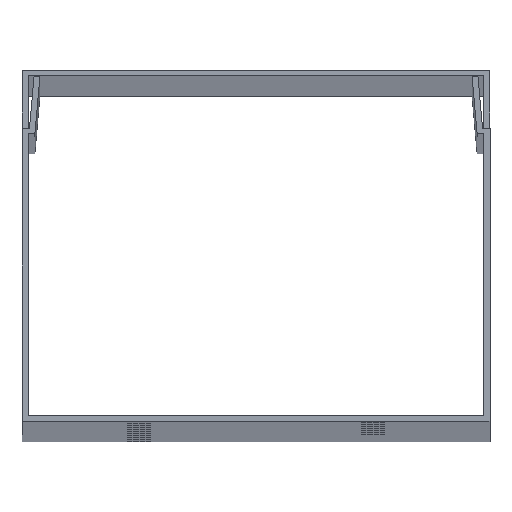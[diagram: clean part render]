
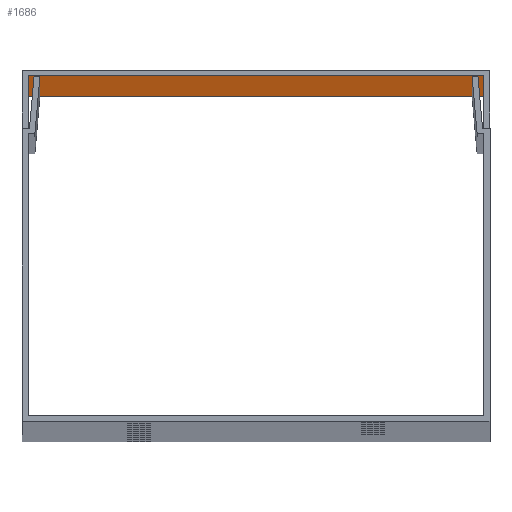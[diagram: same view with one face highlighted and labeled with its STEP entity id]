
A CAD part, top view. The second image highlights one B-rep face of the part: STEP entity #1686.
In plain terms, the highlighted planar face has unit normal (0, -1, 0).
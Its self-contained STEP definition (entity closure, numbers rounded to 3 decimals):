
#6 = EDGE_LOOP ( 'NONE', ( #1173, #2345, #244, #255 ) ) ;
#83 = DIRECTION ( 'NONE',  ( 0., 0., -1. ) ) ;
#114 = CARTESIAN_POINT ( 'NONE',  ( 0., 59.07, -1000. ) ) ;
#140 = VECTOR ( 'NONE', #2027, 1000. ) ;
#147 = VERTEX_POINT ( 'NONE', #1164 ) ;
#232 = CARTESIAN_POINT ( 'NONE',  ( -38.932, 59.07, -1000. ) ) ;
#244 = ORIENTED_EDGE ( 'NONE', *, *, #1904, .T. ) ;
#255 = ORIENTED_EDGE ( 'NONE', *, *, #1754, .T. ) ;
#300 = VERTEX_POINT ( 'NONE', #654 ) ;
#313 = CARTESIAN_POINT ( 'NONE',  ( 0., 59.07, 1000. ) ) ;
#330 = LINE ( 'NONE', #114, #390 ) ;
#390 = VECTOR ( 'NONE', #1441, 1000. ) ;
#458 = LINE ( 'NONE', #2020, #140 ) ;
#602 = LINE ( 'NONE', #644, #1568 ) ;
#644 = CARTESIAN_POINT ( 'NONE',  ( -38.932, 59.07, 1000. ) ) ;
#654 = CARTESIAN_POINT ( 'NONE',  ( 38.932, 59.07, 1000. ) ) ;
#731 = VERTEX_POINT ( 'NONE', #232 ) ;
#796 = EDGE_CURVE ( 'NONE', #300, #1804, #458, .T. ) ;
#797 = DIRECTION ( 'NONE',  ( 0., -1., 0. ) ) ;
#805 = LINE ( 'NONE', #313, #1793 ) ;
#1035 = DIRECTION ( 'NONE',  ( -1., 0., 0. ) ) ;
#1158 = PLANE ( 'NONE',  #1410 ) ;
#1164 = CARTESIAN_POINT ( 'NONE',  ( -38.932, 59.07, 1000. ) ) ;
#1173 = ORIENTED_EDGE ( 'NONE', *, *, #1883, .F. ) ;
#1410 = AXIS2_PLACEMENT_3D ( 'NONE', #1560, #797, #2170 ) ;
#1441 = DIRECTION ( 'NONE',  ( -1., 0., 0. ) ) ;
#1541 = FACE_OUTER_BOUND ( 'NONE', #6, .T. ) ;
#1560 = CARTESIAN_POINT ( 'NONE',  ( 0., 59.07, 1000. ) ) ;
#1568 = VECTOR ( 'NONE', #83, 1000. ) ;
#1596 = CARTESIAN_POINT ( 'NONE',  ( 38.932, 59.07, -1000. ) ) ;
#1686 = ADVANCED_FACE ( 'NONE', ( #1541 ), #1158, .T. ) ;
#1754 = EDGE_CURVE ( 'NONE', #147, #731, #602, .T. ) ;
#1793 = VECTOR ( 'NONE', #1035, 1000. ) ;
#1804 = VERTEX_POINT ( 'NONE', #1596 ) ;
#1883 = EDGE_CURVE ( 'NONE', #1804, #731, #330, .T. ) ;
#1904 = EDGE_CURVE ( 'NONE', #300, #147, #805, .T. ) ;
#2020 = CARTESIAN_POINT ( 'NONE',  ( 38.932, 59.07, 1000. ) ) ;
#2027 = DIRECTION ( 'NONE',  ( 0., 0., -1. ) ) ;
#2170 = DIRECTION ( 'NONE',  ( 0., 0., -1. ) ) ;
#2345 = ORIENTED_EDGE ( 'NONE', *, *, #796, .F. ) ;
